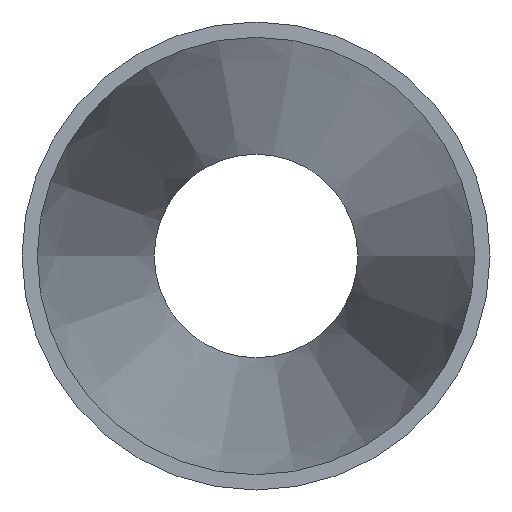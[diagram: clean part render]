
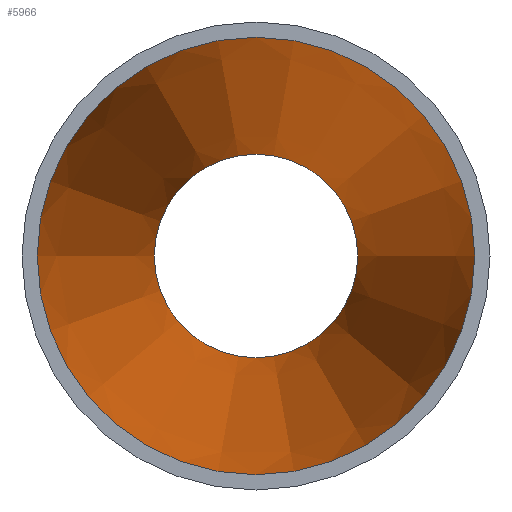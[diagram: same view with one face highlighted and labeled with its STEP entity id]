
A CAD part, left-side view. The second image highlights one B-rep face of the part: STEP entity #5966.
In plain terms, the highlighted conical face has half-angle 7.125 degrees and reference radius 17.399 mm.
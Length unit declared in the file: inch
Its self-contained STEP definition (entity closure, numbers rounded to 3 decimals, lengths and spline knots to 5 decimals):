
#89=FACE_BOUND('',#1069,.T.);
#710=FACE_OUTER_BOUND('',#1068,.T.);
#1068=EDGE_LOOP('',(#5580));
#1069=EDGE_LOOP('',(#5581));
#2337=CIRCLE('',#6299,0.435);
#2338=CIRCLE('',#6301,0.935);
#2929=VERTEX_POINT('',#13127);
#2930=VERTEX_POINT('',#13130);
#3815=EDGE_CURVE('',#2929,#2929,#2337,.T.);
#3816=EDGE_CURVE('',#2930,#2930,#2338,.T.);
#5580=ORIENTED_EDGE('',*,*,#3816,.F.);
#5581=ORIENTED_EDGE('',*,*,#3815,.T.);
#5618=CONICAL_SURFACE('',#6300,0.685,7.125);
#5966=ADVANCED_FACE('',(#710,#89),#5618,.F.);
#6299=AXIS2_PLACEMENT_3D('',#13128,#7384,#7385);
#6300=AXIS2_PLACEMENT_3D('',#13129,#7386,#7387);
#6301=AXIS2_PLACEMENT_3D('',#13131,#7388,#7389);
#7384=DIRECTION('center_axis',(1.,0.,0.));
#7385=DIRECTION('ref_axis',(0.,-1.,0.));
#7386=DIRECTION('center_axis',(-1.,0.,0.));
#7387=DIRECTION('ref_axis',(0.,-1.,0.));
#7388=DIRECTION('center_axis',(1.,0.,0.));
#7389=DIRECTION('ref_axis',(0.,-1.,0.));
#13127=CARTESIAN_POINT('',(4.,-0.435,0.));
#13128=CARTESIAN_POINT('Origin',(4.,0.,0.));
#13129=CARTESIAN_POINT('Origin',(2.,0.,0.));
#13130=CARTESIAN_POINT('',(0.,-0.935,0.));
#13131=CARTESIAN_POINT('Origin',(0.,0.,0.));
